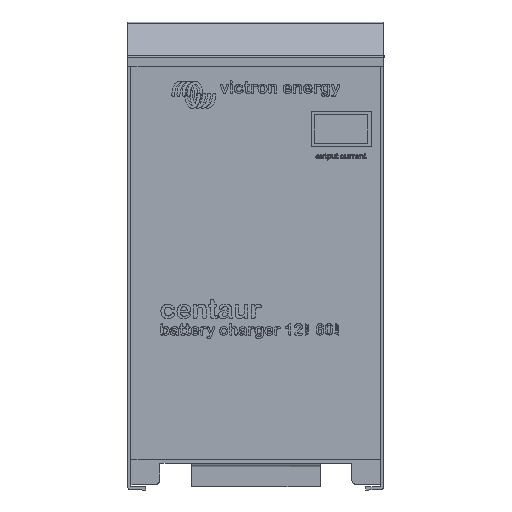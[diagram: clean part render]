
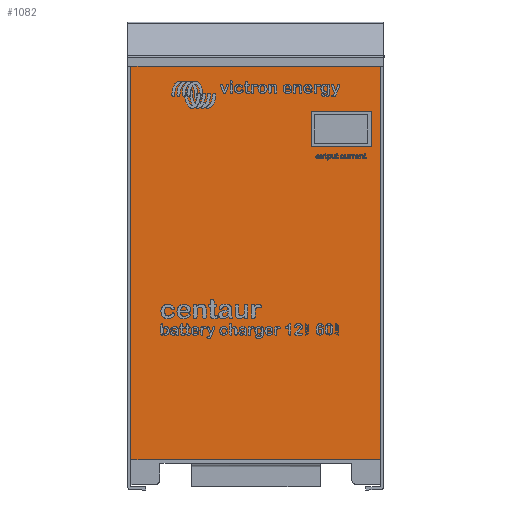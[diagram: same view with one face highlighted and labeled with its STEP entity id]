
A CAD part, front view. The second image highlights one B-rep face of the part: STEP entity #1082.
In plain terms, the highlighted planar face has unit normal (0, 1, 0).
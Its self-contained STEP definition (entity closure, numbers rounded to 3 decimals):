
#209=FACE_BOUND('',#1388,.T.);
#1082=ADVANCED_FACE('',(#1227,#209),#5852,.T.);
#1227=FACE_OUTER_BOUND('',#1387,.T.);
#1387=EDGE_LOOP('',(#2249,#2250,#2251,#2252,#2253,#2254,#2255,#2256));
#1388=EDGE_LOOP('',(#2257,#2258,#2259,#2260));
#2249=ORIENTED_EDGE('',*,*,#3380,.T.);
#2250=ORIENTED_EDGE('',*,*,#3381,.T.);
#2251=ORIENTED_EDGE('',*,*,#3388,.T.);
#2252=ORIENTED_EDGE('',*,*,#3382,.T.);
#2253=ORIENTED_EDGE('',*,*,#3389,.T.);
#2254=ORIENTED_EDGE('',*,*,#3383,.T.);
#2255=ORIENTED_EDGE('',*,*,#3390,.T.);
#2256=ORIENTED_EDGE('',*,*,#3391,.T.);
#2257=ORIENTED_EDGE('',*,*,#3387,.F.);
#2258=ORIENTED_EDGE('',*,*,#3386,.F.);
#2259=ORIENTED_EDGE('',*,*,#3385,.F.);
#2260=ORIENTED_EDGE('',*,*,#3384,.F.);
#3380=EDGE_CURVE('',#5356,#5357,#4374,.T.);
#3381=EDGE_CURVE('',#5357,#5332,#4375,.T.);
#3382=EDGE_CURVE('',#5243,#5240,#4376,.T.);
#3383=EDGE_CURVE('',#5358,#5274,#4377,.T.);
#3384=EDGE_CURVE('',#5359,#5360,#4378,.T.);
#3385=EDGE_CURVE('',#5360,#5361,#4379,.T.);
#3386=EDGE_CURVE('',#5361,#5362,#4380,.T.);
#3387=EDGE_CURVE('',#5362,#5359,#4381,.T.);
#3388=EDGE_CURVE('',#5332,#5243,#4382,.T.);
#3389=EDGE_CURVE('',#5240,#5358,#4383,.T.);
#3390=EDGE_CURVE('',#5274,#5333,#4384,.T.);
#3391=EDGE_CURVE('',#5333,#5356,#4385,.T.);
#4374=B_SPLINE_CURVE_WITH_KNOTS('',1,(#11076,#11077),.UNSPECIFIED.,.F.,
 .F.,(2,2),(-233.,0.),.UNSPECIFIED.);
#4375=B_SPLINE_CURVE_WITH_KNOTS('',1,(#11078,#11079),.UNSPECIFIED.,.F.,
 .F.,(2,2),(-4.7,0.),.UNSPECIFIED.);
#4376=B_SPLINE_CURVE_WITH_KNOTS('',1,(#11080,#11081),.UNSPECIFIED.,.F.,
 .F.,(2,2),(0.,233.),.UNSPECIFIED.);
#4377=B_SPLINE_CURVE_WITH_KNOTS('',1,(#11082,#11083),.UNSPECIFIED.,.F.,
 .F.,(2,2),(-370.55,-3.795),.UNSPECIFIED.);
#4378=B_SPLINE_CURVE_WITH_KNOTS('',1,(#11084,#11085),.UNSPECIFIED.,.F.,
 .F.,(2,2),(-66.75,-42.),.UNSPECIFIED.);
#4379=B_SPLINE_CURVE_WITH_KNOTS('',1,(#11086,#11087),.UNSPECIFIED.,.F.,
 .F.,(2,2),(-42.,0.),.UNSPECIFIED.);
#4380=B_SPLINE_CURVE_WITH_KNOTS('',1,(#11088,#11089),.UNSPECIFIED.,.F.,
 .F.,(2,2),(0.,24.75),.UNSPECIFIED.);
#4381=B_SPLINE_CURVE_WITH_KNOTS('',1,(#11090,#11091),.UNSPECIFIED.,.F.,
 .F.,(2,2),(24.75,66.75),.UNSPECIFIED.);
#4382=B_SPLINE_CURVE_WITH_KNOTS('',1,(#11092,#11093),.UNSPECIFIED.,.F.,
 .F.,(2,2),(0.,370.55),.UNSPECIFIED.);
#4383=B_SPLINE_CURVE_WITH_KNOTS('',1,(#11094,#11095),.UNSPECIFIED.,.F.,
 .F.,(2,2),(233.,233.),.UNSPECIFIED.);
#4384=B_SPLINE_CURVE_WITH_KNOTS('',1,(#11096,#11097),.UNSPECIFIED.,.F.,
 .F.,(2,2),(-3.795,0.),.UNSPECIFIED.);
#4385=B_SPLINE_CURVE_WITH_KNOTS('',1,(#11098,#11099),.UNSPECIFIED.,.F.,
 .F.,(2,2),(0.,4.7),.UNSPECIFIED.);
#5240=VERTEX_POINT('',#10270);
#5243=VERTEX_POINT('',#10273);
#5274=VERTEX_POINT('',#10304);
#5332=VERTEX_POINT('',#10362);
#5333=VERTEX_POINT('',#10363);
#5356=VERTEX_POINT('',#10386);
#5357=VERTEX_POINT('',#10387);
#5358=VERTEX_POINT('',#10388);
#5359=VERTEX_POINT('',#10389);
#5360=VERTEX_POINT('',#10390);
#5361=VERTEX_POINT('',#10391);
#5362=VERTEX_POINT('',#10392);
#5852=PLANE('',#5978);
#5978=AXIS2_PLACEMENT_3D('',#10157,#6088,$);
#6088=DIRECTION('',(0.,1.,0.));
#10157=CARTESIAN_POINT('',(-116.5,-106.501,403.64));
#10270=CARTESIAN_POINT('',(-116.5,-106.5,28.39));
#10273=CARTESIAN_POINT('',(116.5,-106.5,28.39));
#10304=CARTESIAN_POINT('',(-116.5,-106.503,395.145));
#10362=CARTESIAN_POINT('',(116.5,-106.5,398.94));
#10363=CARTESIAN_POINT('',(-116.5,-106.5,398.94));
#10386=CARTESIAN_POINT('',(-116.5,-106.501,403.64));
#10387=CARTESIAN_POINT('',(116.5,-106.5,403.64));
#10388=CARTESIAN_POINT('',(-116.5,-106.502,28.39));
#10389=CARTESIAN_POINT('',(107.5,-106.5,353.34));
#10390=CARTESIAN_POINT('',(107.5,-106.5,320.34));
#10391=CARTESIAN_POINT('',(51.5,-106.5,320.34));
#10392=CARTESIAN_POINT('',(51.5,-106.5,353.34));
#11076=CARTESIAN_POINT('',(-116.5,-106.501,403.64));
#11077=CARTESIAN_POINT('',(116.5,-106.5,403.64));
#11078=CARTESIAN_POINT('',(116.5,-106.5,403.64));
#11079=CARTESIAN_POINT('',(116.5,-106.5,398.94));
#11080=CARTESIAN_POINT('',(116.5,-106.5,28.39));
#11081=CARTESIAN_POINT('',(-116.5,-106.5,28.39));
#11082=CARTESIAN_POINT('',(-116.5,-106.502,28.39));
#11083=CARTESIAN_POINT('',(-116.5,-106.503,395.145));
#11084=CARTESIAN_POINT('',(107.5,-106.5,353.34));
#11085=CARTESIAN_POINT('',(107.5,-106.5,320.34));
#11086=CARTESIAN_POINT('',(107.5,-106.5,320.34));
#11087=CARTESIAN_POINT('',(51.5,-106.5,320.34));
#11088=CARTESIAN_POINT('',(51.5,-106.5,320.34));
#11089=CARTESIAN_POINT('',(51.5,-106.5,353.34));
#11090=CARTESIAN_POINT('',(51.5,-106.5,353.34));
#11091=CARTESIAN_POINT('',(107.5,-106.5,353.34));
#11092=CARTESIAN_POINT('',(116.5,-106.5,398.94));
#11093=CARTESIAN_POINT('',(116.5,-106.5,28.39));
#11094=CARTESIAN_POINT('',(-116.5,-106.5,28.39));
#11095=CARTESIAN_POINT('',(-116.5,-106.502,28.39));
#11096=CARTESIAN_POINT('',(-116.5,-106.503,395.145));
#11097=CARTESIAN_POINT('',(-116.5,-106.5,398.94));
#11098=CARTESIAN_POINT('',(-116.5,-106.5,398.94));
#11099=CARTESIAN_POINT('',(-116.5,-106.501,403.64));
